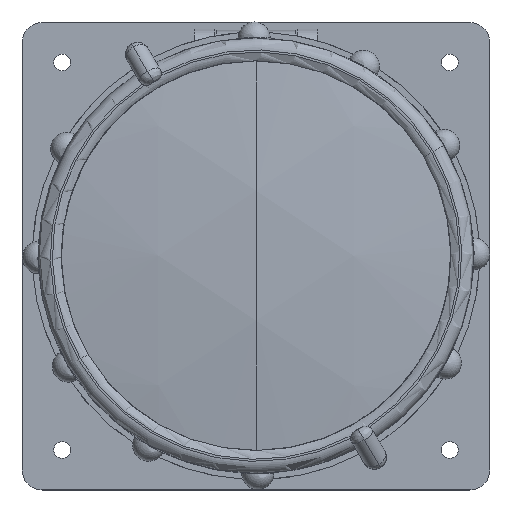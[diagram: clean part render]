
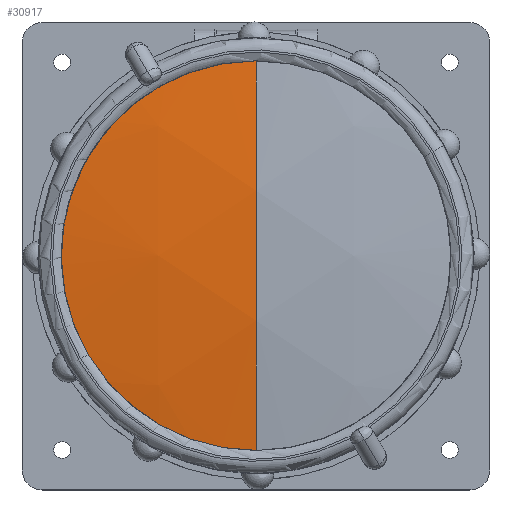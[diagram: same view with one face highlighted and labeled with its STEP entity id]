
A CAD part, top view. The second image highlights one B-rep face of the part: STEP entity #30917.
In plain terms, the highlighted spherical face has radius 335 mm.
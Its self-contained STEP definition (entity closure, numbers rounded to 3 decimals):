
#1226 = CARTESIAN_POINT ( 'NONE',  ( 0., 48.75, 88.463 ) ) ;
#1242 = EDGE_CURVE ( 'NONE', #3122, #20702, #15098, .T. ) ;
#3122 = VERTEX_POINT ( 'NONE', #1226 ) ;
#4139 = EDGE_LOOP ( 'NONE', ( #33991, #5003, #11247 ) ) ;
#5003 = ORIENTED_EDGE ( 'NONE', *, *, #1242, .T. ) ;
#5733 = EDGE_CURVE ( 'NONE', #3122, #15410, #35751, .T. ) ;
#8564 = DIRECTION ( 'NONE',  ( 0., 0., 1. ) ) ;
#8753 = DIRECTION ( 'NONE',  ( -1., 0., 0. ) ) ;
#11247 = ORIENTED_EDGE ( 'NONE', *, *, #32475, .T. ) ;
#11917 = AXIS2_PLACEMENT_3D ( 'NONE', #12057, #28820, #34263 ) ;
#12057 = CARTESIAN_POINT ( 'NONE',  ( 0., 0., -242.971 ) ) ;
#14028 = CARTESIAN_POINT ( 'NONE',  ( 0., 0., 88.463 ) ) ;
#15098 = CIRCLE ( 'NONE', #33707, 48.75 ) ;
#15168 = DIRECTION ( 'NONE',  ( 0., -1., 0. ) ) ;
#15410 = VERTEX_POINT ( 'NONE', #25217 ) ;
#15708 = DIRECTION ( 'NONE',  ( 1., 0., 0. ) ) ;
#20702 = VERTEX_POINT ( 'NONE', #24617 ) ;
#24617 = CARTESIAN_POINT ( 'NONE',  ( -42.018, -24.72, 88.463 ) ) ;
#24844 = DIRECTION ( 'NONE',  ( 0., 0., 1. ) ) ;
#25217 = CARTESIAN_POINT ( 'NONE',  ( 0., -48.75, 88.463 ) ) ;
#26643 = FACE_OUTER_BOUND ( 'NONE', #4139, .T. ) ;
#28648 = CIRCLE ( 'NONE', #32107, 48.75 ) ;
#28820 = DIRECTION ( 'NONE',  ( 1., 0., 0. ) ) ;
#29021 = CARTESIAN_POINT ( 'NONE',  ( 0., 0., -242.971 ) ) ;
#30648 = DIRECTION ( 'NONE',  ( -1., 0., 0. ) ) ;
#30917 = ADVANCED_FACE ( 'NONE', ( #26643 ), #31733, .T. ) ;
#31733 = SPHERICAL_SURFACE ( 'NONE', #32708, 335. ) ;
#32107 = AXIS2_PLACEMENT_3D ( 'NONE', #14028, #8564, #8753 ) ;
#32475 = EDGE_CURVE ( 'NONE', #20702, #15410, #28648, .T. ) ;
#32708 = AXIS2_PLACEMENT_3D ( 'NONE', #29021, #15708, #15168 ) ;
#33377 = CARTESIAN_POINT ( 'NONE',  ( 0., 0., 88.463 ) ) ;
#33707 = AXIS2_PLACEMENT_3D ( 'NONE', #33377, #24844, #30648 ) ;
#33991 = ORIENTED_EDGE ( 'NONE', *, *, #5733, .F. ) ;
#34263 = DIRECTION ( 'NONE',  ( 0., 1., 0. ) ) ;
#35751 = CIRCLE ( 'NONE', #11917, 335. ) ;
